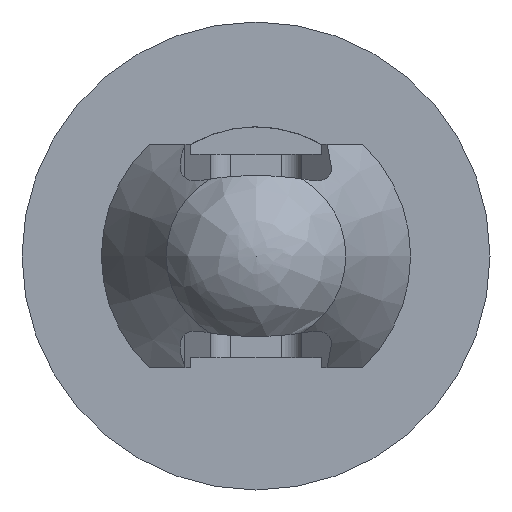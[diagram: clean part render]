
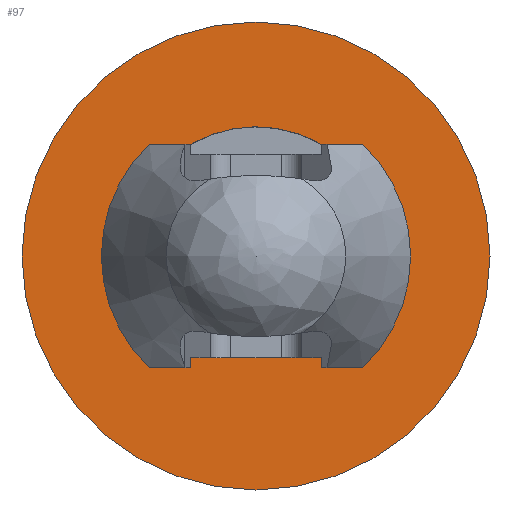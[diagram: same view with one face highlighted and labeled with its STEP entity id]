
A CAD part, front view. The second image highlights one B-rep face of the part: STEP entity #97.
In plain terms, the highlighted planar face has unit normal (0, -1, 0).
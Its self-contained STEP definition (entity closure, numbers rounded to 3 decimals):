
#97 = ADVANCED_FACE( '', ( #219, #220 ), #221, .F. );
#219 = FACE_BOUND( '', #400, .T. );
#220 = FACE_OUTER_BOUND( '', #401, .T. );
#221 = PLANE( '', #402 );
#400 = EDGE_LOOP( '', ( #636, #637, #638, #639 ) );
#401 = EDGE_LOOP( '', ( #640 ) );
#402 = AXIS2_PLACEMENT_3D( '', #641, #642, #643 );
#636 = ORIENTED_EDGE( '', *, *, #1015, .F. );
#637 = ORIENTED_EDGE( '', *, *, #1016, .F. );
#638 = ORIENTED_EDGE( '', *, *, #1017, .T. );
#639 = ORIENTED_EDGE( '', *, *, #1018, .F. );
#640 = ORIENTED_EDGE( '', *, *, #1019, .T. );
#641 = CARTESIAN_POINT( '', ( -2.3, -1.5, 0. ) );
#642 = DIRECTION( '', ( 0., 1., 0. ) );
#643 = DIRECTION( '', ( -1., 0., 0. ) );
#1015 = EDGE_CURVE( '', #1248, #1249, #1250, .T. );
#1016 = EDGE_CURVE( '', #1251, #1248, #1252, .T. );
#1017 = EDGE_CURVE( '', #1251, #1253, #1254, .T. );
#1018 = EDGE_CURVE( '', #1249, #1253, #1255, .T. );
#1019 = EDGE_CURVE( '', #1256, #1256, #1257, .T. );
#1248 = VERTEX_POINT( '', #1603 );
#1249 = VERTEX_POINT( '', #1604 );
#1250 = CIRCLE( '', #1605, 1.27 );
#1251 = VERTEX_POINT( '', #1606 );
#1252 = CIRCLE( '', #1607, 1.27 );
#1253 = VERTEX_POINT( '', #1608 );
#1254 = LINE( '', #1609, #1610 );
#1255 = CIRCLE( '', #1611, 1.27 );
#1256 = VERTEX_POINT( '', #1612 );
#1257 = CIRCLE( '', #1613, 2.3 );
#1603 = CARTESIAN_POINT( '', ( 0.782, -1.5, 1. ) );
#1604 = CARTESIAN_POINT( '', ( -0.782, -1.5, 1. ) );
#1605 = AXIS2_PLACEMENT_3D( '', #1862, #1863, #1864 );
#1606 = CARTESIAN_POINT( '', ( 0.782, -1.5, -1. ) );
#1607 = AXIS2_PLACEMENT_3D( '', #1865, #1866, #1867 );
#1608 = CARTESIAN_POINT( '', ( -0.782, -1.5, -1. ) );
#1609 = CARTESIAN_POINT( '', ( 2.5, -1.5, -1. ) );
#1610 = VECTOR( '', #1868, 1000. );
#1611 = AXIS2_PLACEMENT_3D( '', #1869, #1870, #1871 );
#1612 = CARTESIAN_POINT( '', ( 2.3, -1.5, 0. ) );
#1613 = AXIS2_PLACEMENT_3D( '', #1872, #1873, #1874 );
#1862 = CARTESIAN_POINT( '', ( 0., -1.5, 0. ) );
#1863 = DIRECTION( '', ( 0., -1., 0. ) );
#1864 = DIRECTION( '', ( 1., 0., 0. ) );
#1865 = CARTESIAN_POINT( '', ( 0., -1.5, 0. ) );
#1866 = DIRECTION( '', ( 0., -1., 0. ) );
#1867 = DIRECTION( '', ( 1., 0., 0. ) );
#1868 = DIRECTION( '', ( -1., 0., 0. ) );
#1869 = CARTESIAN_POINT( '', ( 0., -1.5, 0. ) );
#1870 = DIRECTION( '', ( 0., -1., 0. ) );
#1871 = DIRECTION( '', ( 1., 0., 0. ) );
#1872 = CARTESIAN_POINT( '', ( 0., -1.5, 0. ) );
#1873 = DIRECTION( '', ( 0., -1., 0. ) );
#1874 = DIRECTION( '', ( 1., 0., 0. ) );
